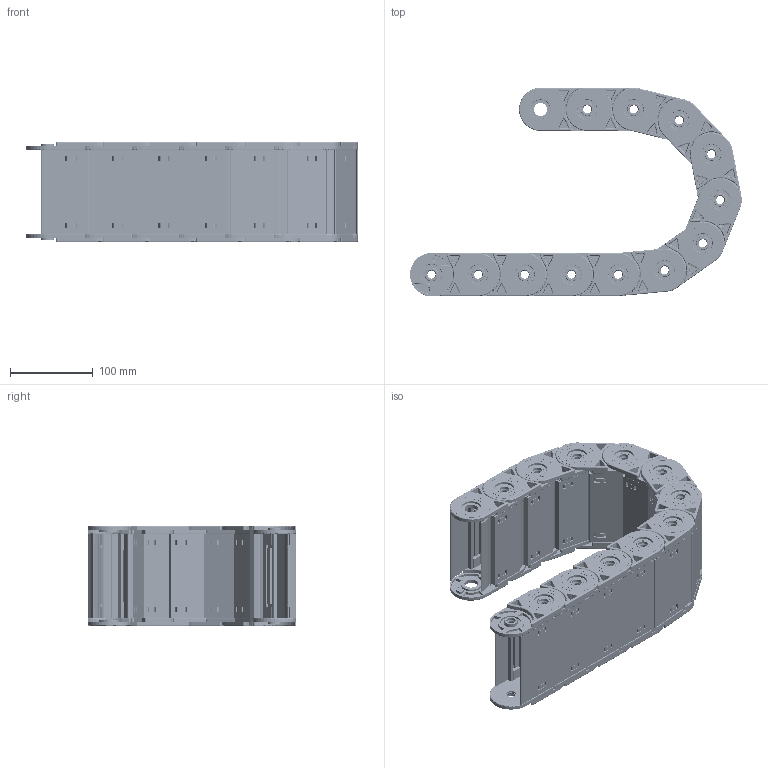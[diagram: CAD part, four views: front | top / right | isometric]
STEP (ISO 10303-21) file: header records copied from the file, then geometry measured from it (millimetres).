
FILE_DESCRIPTION (( 'STEP AP214' ), '1' );
FILE_NAME ('CK35-K100-R100.STEP', '2019-09-10T05:55:08', ( '' ), ( '' ), 'SwSTEP 2.0', 'SolidWorks 2017', '' );
FILE_SCHEMA (( 'AUTOMOTIVE_DESIGN' ));
Length unit declared in the file: millimetre
Products named in the file (2): CK35-K100; CK35-K100-R100
Assembly tree (12 placements, depth 2):
  CK35-K100-R100
    CK35-K100  x12
Bounding box: 401.86 x 252.03 x 121.91 mm (x, y, z)
Volume: 1068260.9 mm3; surface area: 849163.2 mm2
Topology: 48 solids, 48 shells, 10176 faces, 25896 edges, 16368 vertices
Faces by surface type: plane 4176, cylinder 3312, torus 1296, bspline 960, cone 384, sphere 48
Entity records: 42141 total; most frequent: CARTESIAN_POINT 21919, ORIENTED_EDGE 4292, DIRECTION 4002, EDGE_CURVE 2146, AXIS2_PLACEMENT_3D 1409, VERTEX_POINT 1364, LINE 1184, VECTOR 1184
